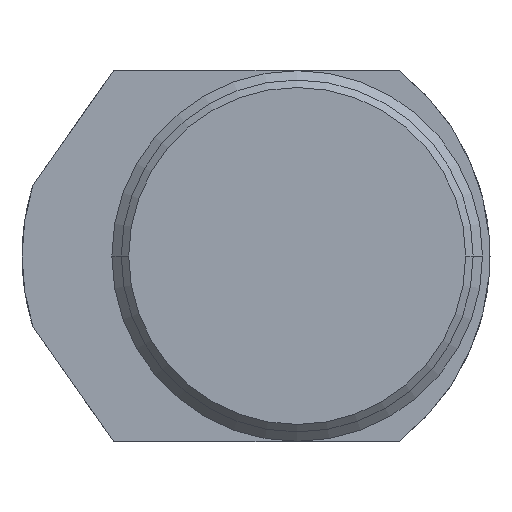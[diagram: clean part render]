
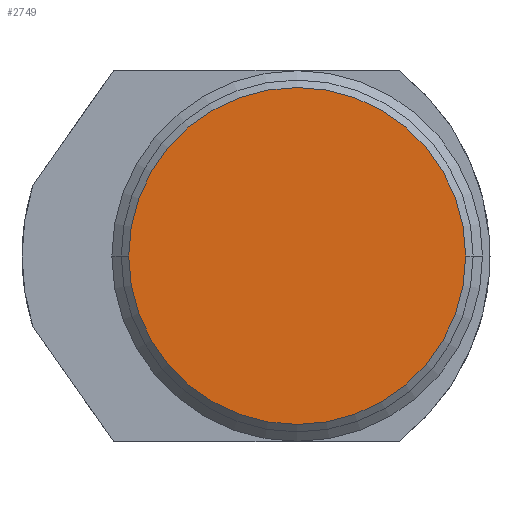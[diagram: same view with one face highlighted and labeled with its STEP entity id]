
A CAD part, left-side view. The second image highlights one B-rep face of the part: STEP entity #2749.
In plain terms, the highlighted planar face has unit normal (-1, 0, 0).
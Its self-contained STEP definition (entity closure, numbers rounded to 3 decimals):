
#875=CARTESIAN_POINT('',(-82.499,-4.191,0.));
#876=DIRECTION('',(-1.,0.,0.));
#877=DIRECTION('',(0.,1.,0.));
#878=AXIS2_PLACEMENT_3D('',#875,#876,#877);
#905=CARTESIAN_POINT('',(-82.499,-4.191,0.));
#906=DIRECTION('',(1.,0.,0.));
#907=DIRECTION('',(0.,1.,0.));
#908=AXIS2_PLACEMENT_3D('',#905,#906,#907);
#1987=CARTESIAN_POINT('',(-82.499,12.954,0.));
#1988=CARTESIAN_POINT('',(-82.499,-21.336,0.));
#1989=VERTEX_POINT('',#1987);
#1990=VERTEX_POINT('',#1988);
#2739=CARTESIAN_POINT('',(-82.499,0.,0.));
#2740=DIRECTION('',(1.,0.,0.));
#2741=DIRECTION('',(0.,0.,-1.));
#2742=AXIS2_PLACEMENT_3D('',#2739,#2740,#2741);
#2743=PLANE('',#2742);
#2744=ORIENTED_EDGE('',*,*,#2729,.F.);
#2746=ORIENTED_EDGE('',*,*,#2745,.T.);
#2747=EDGE_LOOP('',(#2744,#2746));
#2748=FACE_OUTER_BOUND('',#2747,.F.);
#879=CIRCLE('',#878,17.145);
#909=CIRCLE('',#908,17.145);
#2729=EDGE_CURVE('',#1989,#1990,#879,.T.);
#2745=EDGE_CURVE('',#1989,#1990,#909,.T.);
#2749=ADVANCED_FACE('',(#2748),#2743,.F.);
